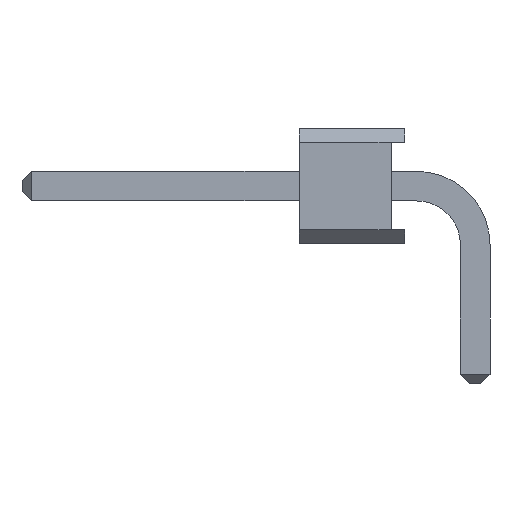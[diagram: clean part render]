
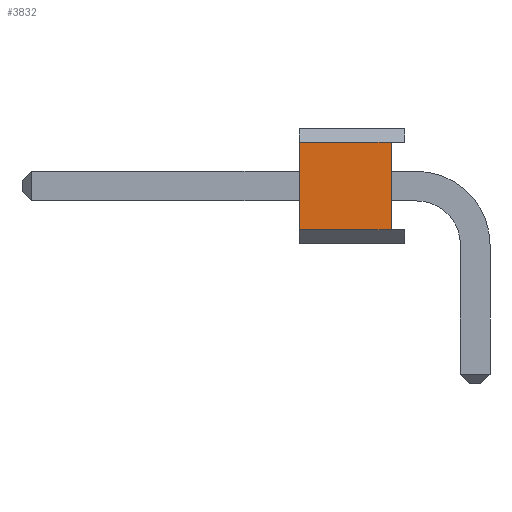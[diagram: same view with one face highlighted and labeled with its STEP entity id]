
A CAD part, left-side view. The second image highlights one B-rep face of the part: STEP entity #3832.
In plain terms, the highlighted planar face has unit normal (-1, 0, 0).
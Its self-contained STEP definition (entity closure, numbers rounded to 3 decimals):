
#2848 = VERTEX_POINT('',#2849);
#2849 = CARTESIAN_POINT('',(-7.62,3.81,0.325));
#2855 = EDGE_CURVE('',#2848,#2856,#2858,.T.);
#2856 = VERTEX_POINT('',#2857);
#2857 = CARTESIAN_POINT('',(-7.62,3.81,2.215));
#2858 = LINE('',#2859,#2860);
#2859 = CARTESIAN_POINT('',(-7.62,3.81,0.025));
#2860 = VECTOR('',#2861,1.);
#2861 = DIRECTION('',(0.,0.,1.));
#3773 = VERTEX_POINT('',#3774);
#3774 = CARTESIAN_POINT('',(-7.62,1.82,2.215));
#3790 = EDGE_CURVE('',#3773,#2856,#3791,.T.);
#3791 = LINE('',#3792,#3793);
#3792 = CARTESIAN_POINT('',(-7.62,1.52,2.215));
#3793 = VECTOR('',#3794,1.);
#3794 = DIRECTION('',(0.,1.,0.));
#3814 = VERTEX_POINT('',#3815);
#3815 = CARTESIAN_POINT('',(-7.62,1.82,0.325));
#3821 = EDGE_CURVE('',#2848,#3814,#3822,.T.);
#3822 = LINE('',#3823,#3824);
#3823 = CARTESIAN_POINT('',(-7.62,1.52,0.325));
#3824 = VECTOR('',#3825,1.);
#3825 = DIRECTION('',(0.,-1.,0.));
#3832 = ADVANCED_FACE('',(#3833),#3844,.T.);
#3833 = FACE_BOUND('',#3834,.T.);
#3834 = EDGE_LOOP('',(#3835,#3836,#3837,#3843));
#3835 = ORIENTED_EDGE('',*,*,#2855,.F.);
#3836 = ORIENTED_EDGE('',*,*,#3821,.T.);
#3837 = ORIENTED_EDGE('',*,*,#3838,.T.);
#3838 = EDGE_CURVE('',#3814,#3773,#3839,.T.);
#3839 = LINE('',#3840,#3841);
#3840 = CARTESIAN_POINT('',(-7.62,1.82,2.515));
#3841 = VECTOR('',#3842,1.);
#3842 = DIRECTION('',(0.,0.,1.));
#3843 = ORIENTED_EDGE('',*,*,#3790,.T.);
#3844 = PLANE('',#3845);
#3845 = AXIS2_PLACEMENT_3D('',#3846,#3847,#3848);
#3846 = CARTESIAN_POINT('',(-7.62,1.52,2.515));
#3847 = DIRECTION('',(-1.,0.,0.));
#3848 = DIRECTION('',(0.,0.,1.));
